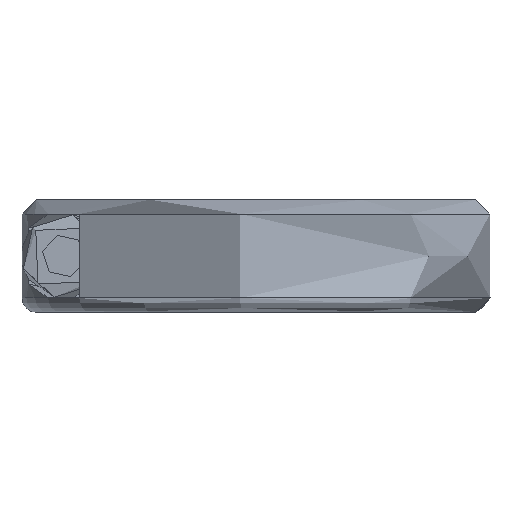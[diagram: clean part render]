
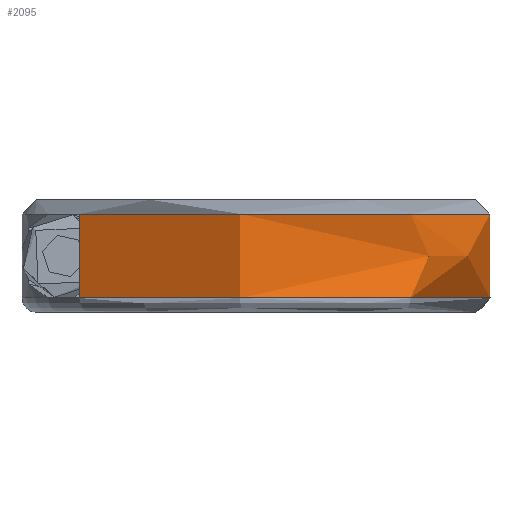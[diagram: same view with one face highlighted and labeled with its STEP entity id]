
A CAD part, front view. The second image highlights one B-rep face of the part: STEP entity #2095.
In plain terms, the highlighted cylindrical face has radius 12.5 mm (diameter 25 mm), a partial arc.
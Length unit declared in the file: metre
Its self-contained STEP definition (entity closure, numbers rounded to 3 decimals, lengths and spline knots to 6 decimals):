
#46=FACE_BOUND('',#323,.T.);
#205=FACE_OUTER_BOUND('',#322,.T.);
#322=EDGE_LOOP('',(#1790,#1791,#1792,#1793));
#323=EDGE_LOOP('',(#1794,#1795));
#409=CIRCLE('',#2276,0.0125);
#411=CIRCLE('',#2279,0.0125);
#441=B_SPLINE_CURVE_WITH_KNOTS('',3,(#3865,#3866,#3867,#3868,#3869,#3870,
#3871,#3872,#3873,#3874,#3875,#3876,#3877,#3878,#3879,#3880,#3881,#3882,
#3883,#3884),.UNSPECIFIED.,.F.,.F.,(4,2,2,2,2,2,2,2,2,4),(-0.442583,
-0.404963,-0.367343,-0.302171,-0.237,
-0.159275,-0.081549,-0.040775,-0.020387,
0.),.UNSPECIFIED.);
#442=B_SPLINE_CURVE_WITH_KNOTS('',3,(#3885,#3886,#3887,#3888,#3889,#3890,
#3891,#3892,#3893,#3894,#3895,#3896,#3897,#3898,#3899,#3900,#3901,#3902,
#3903,#3904),.UNSPECIFIED.,.F.,.F.,(4,2,2,2,2,2,2,2,2,4),(0.,0.020387,
0.040775,0.081549,0.159275,0.237,
0.302171,0.367343,0.404963,0.442583),
 .UNSPECIFIED.);
#544=B_SPLINE_CURVE_WITH_KNOTS('',3,(#19632,#19633,#19634,#19635,#19636,
#19637,#19638,#19639,#19640,#19641,#19642,#19643,#19644,#19645,#19646,#19647,
#19648,#19649,#19650),.UNSPECIFIED.,.F.,.F.,(4,2,2,2,3,2,2,2,4),(-0.322336,
-0.280432,-0.181071,-0.090535,0.,0.090535,
0.181071,0.280432,0.322336),.UNSPECIFIED.);
#647=LINE('',#19564,#764);
#764=VECTOR('',#2662,0.01);
#808=VERTEX_POINT('',#3863);
#809=VERTEX_POINT('',#3864);
#973=VERTEX_POINT('',#19552);
#974=VERTEX_POINT('',#19563);
#976=VERTEX_POINT('',#19608);
#978=VERTEX_POINT('',#19631);
#1028=EDGE_CURVE('',#808,#809,#441,.T.);
#1029=EDGE_CURVE('',#809,#808,#442,.T.);
#1262=EDGE_CURVE('',#974,#973,#647,.T.);
#1268=EDGE_CURVE('',#976,#974,#409,.T.);
#1271=EDGE_CURVE('',#978,#976,#544,.T.);
#1272=EDGE_CURVE('',#973,#978,#411,.T.);
#1790=ORIENTED_EDGE('',*,*,#1271,.T.);
#1791=ORIENTED_EDGE('',*,*,#1268,.T.);
#1792=ORIENTED_EDGE('',*,*,#1262,.T.);
#1793=ORIENTED_EDGE('',*,*,#1272,.T.);
#1794=ORIENTED_EDGE('',*,*,#1028,.T.);
#1795=ORIENTED_EDGE('',*,*,#1029,.T.);
#2011=CYLINDRICAL_SURFACE('',#2278,0.0125);
#2095=ADVANCED_FACE('',(#205,#46),#2011,.T.);
#2276=AXIS2_PLACEMENT_3D('',#19609,#2670,#2671);
#2278=AXIS2_PLACEMENT_3D('',#19630,#2674,#2675);
#2279=AXIS2_PLACEMENT_3D('',#19651,#2676,#2677);
#2662=DIRECTION('',(0.,0.,1.));
#2670=DIRECTION('center_axis',(0.,0.,1.));
#2671=DIRECTION('ref_axis',(-0.753,-0.658,0.));
#2674=DIRECTION('center_axis',(0.,0.,-1.));
#2675=DIRECTION('ref_axis',(-1.,0.,0.));
#2676=DIRECTION('center_axis',(0.,0.,-1.));
#2677=DIRECTION('ref_axis',(0.998,-0.064,0.));
#3863=CARTESIAN_POINT('',(0.010224,0.001799,0.018908));
#3864=CARTESIAN_POINT('',(0.012281,0.004849,0.018908));
#3865=CARTESIAN_POINT('Ctrl Pts',(0.010224,0.001799,0.018908));
#3866=CARTESIAN_POINT('Ctrl Pts',(0.010224,0.001799,0.019034));
#3867=CARTESIAN_POINT('Ctrl Pts',(0.010248,0.001825,
0.019162));
#3868=CARTESIAN_POINT('Ctrl Pts',(0.010336,0.001922,
0.01939));
#3869=CARTESIAN_POINT('Ctrl Pts',(0.010398,0.001993,
0.01949));
#3870=CARTESIAN_POINT('Ctrl Pts',(0.010574,0.002197,
0.019701));
#3871=CARTESIAN_POINT('Ctrl Pts',(0.010711,0.00236,
0.019796));
#3872=CARTESIAN_POINT('Ctrl Pts',(0.010988,0.002714,
0.019914));
#3873=CARTESIAN_POINT('Ctrl Pts',(0.011128,0.002905,
0.019937));
#3874=CARTESIAN_POINT('Ctrl Pts',(0.011401,0.003296,
0.019937));
#3875=CARTESIAN_POINT('Ctrl Pts',(0.011555,0.003531,
0.019904));
#3876=CARTESIAN_POINT('Ctrl Pts',(0.011836,0.003996,
0.01977));
#3877=CARTESIAN_POINT('Ctrl Pts',(0.011964,0.004226,
0.01967));
#3878=CARTESIAN_POINT('Ctrl Pts',(0.012121,0.004525,
0.019466));
#3879=CARTESIAN_POINT('Ctrl Pts',(0.012175,0.004631,
0.019377));
#3880=CARTESIAN_POINT('Ctrl Pts',(0.012235,0.004753,
0.019219));
#3881=CARTESIAN_POINT('Ctrl Pts',(0.012251,0.004787,
0.019162));
#3882=CARTESIAN_POINT('Ctrl Pts',(0.012275,0.004835,
0.019041));
#3883=CARTESIAN_POINT('Ctrl Pts',(0.012281,0.004849,0.018976));
#3884=CARTESIAN_POINT('Ctrl Pts',(0.012281,0.004849,0.018908));
#3885=CARTESIAN_POINT('Ctrl Pts',(0.012281,0.004849,0.018908));
#3886=CARTESIAN_POINT('Ctrl Pts',(0.012281,0.004849,0.01884));
#3887=CARTESIAN_POINT('Ctrl Pts',(0.012275,0.004835,
0.018776));
#3888=CARTESIAN_POINT('Ctrl Pts',(0.012251,0.004787,
0.018655));
#3889=CARTESIAN_POINT('Ctrl Pts',(0.012235,0.004753,
0.018598));
#3890=CARTESIAN_POINT('Ctrl Pts',(0.012175,0.004631,
0.01844));
#3891=CARTESIAN_POINT('Ctrl Pts',(0.012121,0.004525,
0.018351));
#3892=CARTESIAN_POINT('Ctrl Pts',(0.011964,0.004226,
0.018146));
#3893=CARTESIAN_POINT('Ctrl Pts',(0.011836,0.003996,
0.018047));
#3894=CARTESIAN_POINT('Ctrl Pts',(0.011555,0.003531,
0.017913));
#3895=CARTESIAN_POINT('Ctrl Pts',(0.011401,0.003296,
0.01788));
#3896=CARTESIAN_POINT('Ctrl Pts',(0.011128,0.002905,
0.01788));
#3897=CARTESIAN_POINT('Ctrl Pts',(0.010988,0.002714,
0.017903));
#3898=CARTESIAN_POINT('Ctrl Pts',(0.010711,0.00236,
0.018021));
#3899=CARTESIAN_POINT('Ctrl Pts',(0.010574,0.002197,
0.018115));
#3900=CARTESIAN_POINT('Ctrl Pts',(0.010398,0.001993,
0.018327));
#3901=CARTESIAN_POINT('Ctrl Pts',(0.010336,0.001922,
0.018426));
#3902=CARTESIAN_POINT('Ctrl Pts',(0.010248,0.001825,
0.018654));
#3903=CARTESIAN_POINT('Ctrl Pts',(0.010224,0.001799,0.018783));
#3904=CARTESIAN_POINT('Ctrl Pts',(0.010224,0.001799,0.018908));
#19552=CARTESIAN_POINT('',(0.013477,0.009438,0.021146));
#19563=CARTESIAN_POINT('',(0.013477,0.009438,0.01667));
#19564=CARTESIAN_POINT('',(0.013477,0.009438,0.021236));
#19608=CARTESIAN_POINT('',(-0.008416,0.002019,0.01667));
#19609=CARTESIAN_POINT('Origin',(0.001003,0.010238,0.01667));
#19630=CARTESIAN_POINT('Origin',(0.001003,0.010238,0.021236));
#19631=CARTESIAN_POINT('',(-0.008416,0.002019,0.021146));
#19632=CARTESIAN_POINT('Ctrl Pts',(-0.008416,0.002019,
0.021146));
#19633=CARTESIAN_POINT('Ctrl Pts',(-0.008321,0.001911,
0.021111));
#19634=CARTESIAN_POINT('Ctrl Pts',(-0.008228,0.001808,
0.02107));
#19635=CARTESIAN_POINT('Ctrl Pts',(-0.007926,0.001484,
0.020911));
#19636=CARTESIAN_POINT('Ctrl Pts',(-0.007675,0.001237,
0.020727));
#19637=CARTESIAN_POINT('Ctrl Pts',(-0.007313,0.000902,
0.020331));
#19638=CARTESIAN_POINT('Ctrl Pts',(-0.007148,0.000759,
0.020085));
#19639=CARTESIAN_POINT('Ctrl Pts',(-0.006921,0.000569,
0.019524));
#19640=CARTESIAN_POINT('Ctrl Pts',(-0.00686,0.00052,
0.01921));
#19641=CARTESIAN_POINT('Ctrl Pts',(-0.00686,0.00052,
0.018908));
#19642=CARTESIAN_POINT('Ctrl Pts',(-0.00686,0.00052,
0.018607));
#19643=CARTESIAN_POINT('Ctrl Pts',(-0.006921,0.000569,
0.018292));
#19644=CARTESIAN_POINT('Ctrl Pts',(-0.007148,0.000759,
0.017732));
#19645=CARTESIAN_POINT('Ctrl Pts',(-0.007313,0.000902,
0.017486));
#19646=CARTESIAN_POINT('Ctrl Pts',(-0.007675,0.001237,
0.01709));
#19647=CARTESIAN_POINT('Ctrl Pts',(-0.007926,0.001484,
0.016905));
#19648=CARTESIAN_POINT('Ctrl Pts',(-0.008228,0.001808,
0.016747));
#19649=CARTESIAN_POINT('Ctrl Pts',(-0.008321,0.001911,
0.016705));
#19650=CARTESIAN_POINT('Ctrl Pts',(-0.008416,0.002019,
0.01667));
#19651=CARTESIAN_POINT('Origin',(0.001003,0.010238,0.021146));
